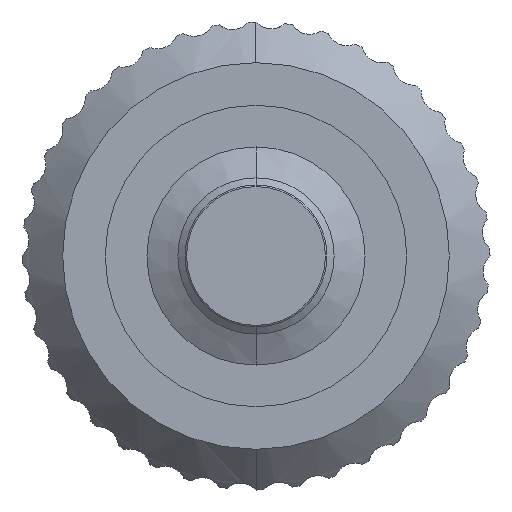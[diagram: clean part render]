
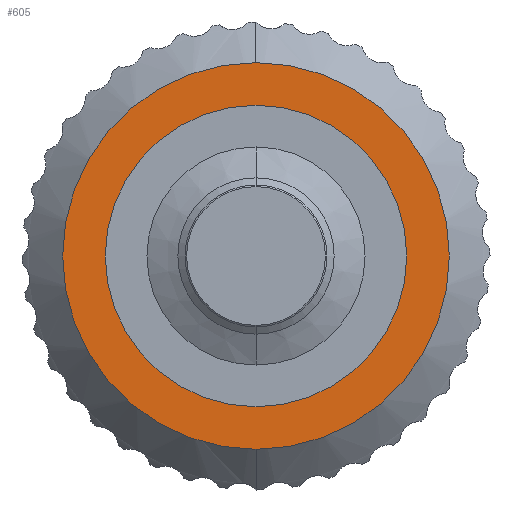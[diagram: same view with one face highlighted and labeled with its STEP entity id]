
A CAD part, front view. The second image highlights one B-rep face of the part: STEP entity #605.
In plain terms, the highlighted planar face has unit normal (0, -1, 0).
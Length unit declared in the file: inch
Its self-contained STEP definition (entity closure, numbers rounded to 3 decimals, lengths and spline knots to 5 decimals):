
#385 = VERTEX_POINT ( 'NONE', #3117 ) ;
#497 = EDGE_CURVE ( 'NONE', #625, #385, #3078, .T. ) ;
#499 = EDGE_LOOP ( 'NONE', ( #553, #616 ) ) ;
#500 = ORIENTED_EDGE ( 'NONE', *, *, #591, .T. ) ;
#501 = EDGE_LOOP ( 'NONE', ( #611, #500 ) ) ;
#553 = ORIENTED_EDGE ( 'NONE', *, *, #607, .F. ) ;
#591 = EDGE_CURVE ( 'NONE', #385, #625, #3301, .T. ) ;
#605 = ADVANCED_FACE ( 'NONE', ( #3432, #3431 ), #3304, .T. ) ;
#607 = EDGE_CURVE ( 'NONE', #670, #673, #3420, .T. ) ;
#611 = ORIENTED_EDGE ( 'NONE', *, *, #497, .T. ) ;
#616 = ORIENTED_EDGE ( 'NONE', *, *, #648, .F. ) ;
#625 = VERTEX_POINT ( 'NONE', #3289 ) ;
#648 = EDGE_CURVE ( 'NONE', #673, #670, #3337, .T. ) ;
#670 = VERTEX_POINT ( 'NONE', #3360 ) ;
#673 = VERTEX_POINT ( 'NONE', #3361 ) ;
#3078 = CIRCLE ( 'NONE', #3109, 0.0975 ) ;
#3108 = DIRECTION ( 'NONE',  ( 0., 0., -1. ) ) ;
#3109 = AXIS2_PLACEMENT_3D ( 'NONE', #3112, #3115, #3108 ) ;
#3112 = CARTESIAN_POINT ( 'NONE',  ( 0., -0.525, 0. ) ) ;
#3115 = DIRECTION ( 'NONE',  ( 0., -1., 0. ) ) ;
#3117 = CARTESIAN_POINT ( 'NONE',  ( 0., -0.525, -0.0975 ) ) ;
#3251 = DIRECTION ( 'NONE',  ( 0., 0., -1. ) ) ;
#3252 = DIRECTION ( 'NONE',  ( 0., -1., 0. ) ) ;
#3253 = CARTESIAN_POINT ( 'NONE',  ( 0., -0.525, 0. ) ) ;
#3289 = CARTESIAN_POINT ( 'NONE',  ( 0., -0.525, 0.0975 ) ) ;
#3301 = CIRCLE ( 'NONE', #3308, 0.0975 ) ;
#3304 = PLANE ( 'NONE',  #3424 ) ;
#3308 = AXIS2_PLACEMENT_3D ( 'NONE', #3253, #3252, #3251 ) ;
#3331 = DIRECTION ( 'NONE',  ( 0., 0., -1. ) ) ;
#3332 = DIRECTION ( 'NONE',  ( 0., -1., 0. ) ) ;
#3333 = CARTESIAN_POINT ( 'NONE',  ( 0., -0.525, 0. ) ) ;
#3334 = AXIS2_PLACEMENT_3D ( 'NONE', #3333, #3332, #3331 ) ;
#3337 = CIRCLE ( 'NONE', #3334, 0.076 ) ;
#3360 = CARTESIAN_POINT ( 'NONE',  ( 0., -0.525, 0.076 ) ) ;
#3361 = CARTESIAN_POINT ( 'NONE',  ( 0., -0.525, -0.076 ) ) ;
#3417 = DIRECTION ( 'NONE',  ( 0., 0., -1. ) ) ;
#3418 = DIRECTION ( 'NONE',  ( 0., -1., 0. ) ) ;
#3419 = AXIS2_PLACEMENT_3D ( 'NONE', #3425, #3418, #3417 ) ;
#3420 = CIRCLE ( 'NONE', #3419, 0.076 ) ;
#3421 = DIRECTION ( 'NONE',  ( 0., 0., -1. ) ) ;
#3422 = DIRECTION ( 'NONE',  ( 0., -1., 0. ) ) ;
#3423 = CARTESIAN_POINT ( 'NONE',  ( 0., -0.525, 0. ) ) ;
#3424 = AXIS2_PLACEMENT_3D ( 'NONE', #3423, #3422, #3421 ) ;
#3425 = CARTESIAN_POINT ( 'NONE',  ( 0., -0.525, 0. ) ) ;
#3431 = FACE_BOUND ( 'NONE', #499, .T. ) ;
#3432 = FACE_OUTER_BOUND ( 'NONE', #501, .T. ) ;
